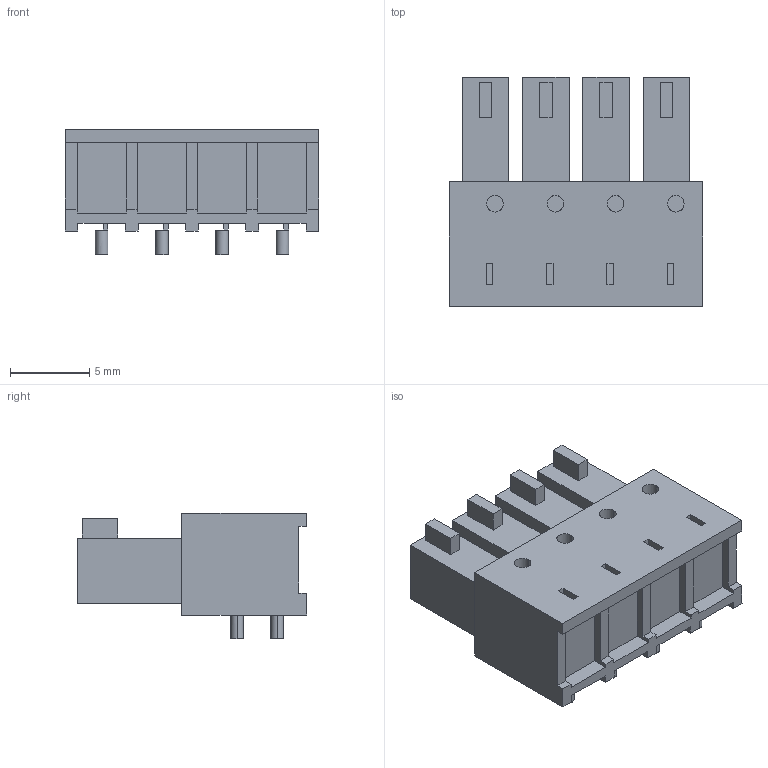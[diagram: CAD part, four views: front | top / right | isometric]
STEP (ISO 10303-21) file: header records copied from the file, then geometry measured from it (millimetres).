
FILE_DESCRIPTION(('CATIA V5R22 STEP214','CAx-IF Rec.Pracs.--- Model Styling and Organization---1.4--- 2014-01-23'),'2;1');
FILE_NAME ('D1460849_1_1974780000_1974780000.stp','2023-05-26T11:57:19+00:00',('none'),('Weidmueller'),'CATIA Version 5-6 Release 2016 SP3 HF44','CATIA V5 STEP AP214','none');
FILE_SCHEMA(('AUTOMOTIVE_DESIGN { 1 0 10303 214 1 1 1 1 }'));
Length unit declared in the file: millimetre
Products named in the file (1): 1974780000
Bounding box: 16.03 x 14.5 x 7.95 mm (x, y, z)
Volume: 1014.1 mm3; surface area: 1137.6 mm2
Topology: 9 solids, 9 shells, 230 faces, 562 edges, 370 vertices
Faces by surface type: plane 194, cylinder 36
Entity records: 6566 total; most frequent: CARTESIAN_POINT 1202, ORIENTED_EDGE 1124, DIRECTION 904, EDGE_CURVE 562, VECTOR 470, LINE 470, VERTEX_POINT 370, AXIS2_PLACEMENT_3D 254
